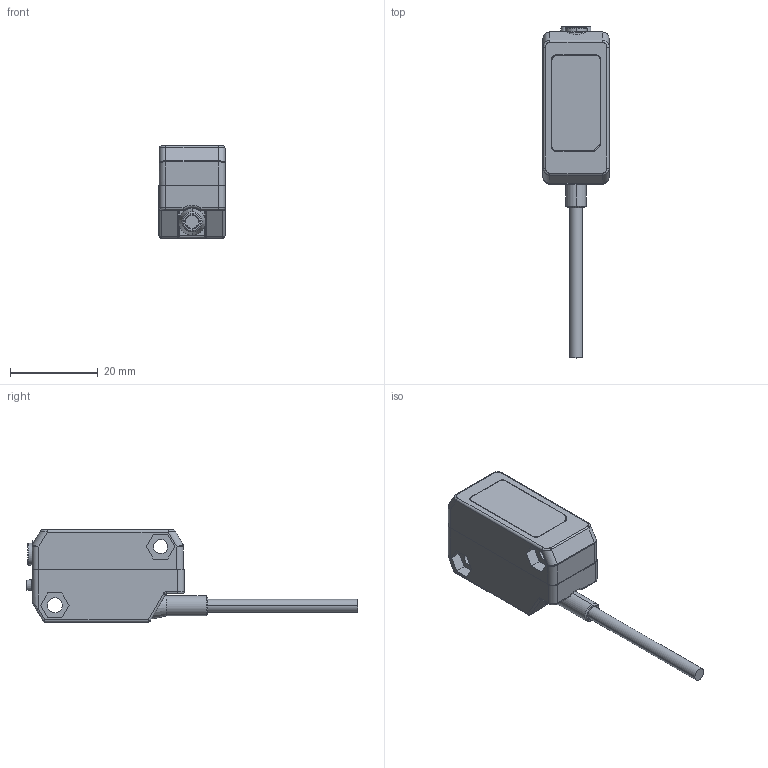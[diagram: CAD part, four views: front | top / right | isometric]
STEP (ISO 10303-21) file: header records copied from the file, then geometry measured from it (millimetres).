
FILE_DESCRIPTION((''),'2;1');
FILE_NAME('139428_SW','2008-05-05T',('banengservice'),('BANNER ENGINEERING'),'PRO/ENGINEER BY PARAMETRIC TECHNOLOGY CORPORATION, 2006170','PRO/ENGINEER BY PARAMETRIC TECHNOLOGY CORPORATION, 2006170','');
FILE_SCHEMA(('CONFIG_CONTROL_DESIGN'));
Length unit declared in the file: inch
Products named in the file (1): 139428_SW
Bounding box: 15.05 x 75.68 x 21 mm (x, y, z)
Volume: 5453.5 mm3; surface area: 8458.3 mm2
Topology: 4 solids, 4 shells, 1018 faces, 2600 edges, 1650 vertices
Faces by surface type: plane 473, cylinder 271, extrusion 123, cone 59, torus 41, bspline 37, sphere 14
Entity records: 36288 total; most frequent: CARTESIAN_POINT 12091, ORIENTED_EDGE 5196, DIRECTION 4630, EDGE_CURVE 2598, VECTOR 1688, VERTEX_POINT 1650, LINE 1565, AXIS2_PLACEMENT_3D 1471
